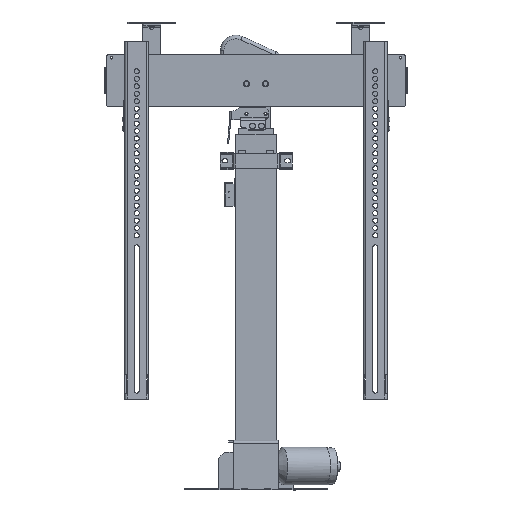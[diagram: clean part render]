
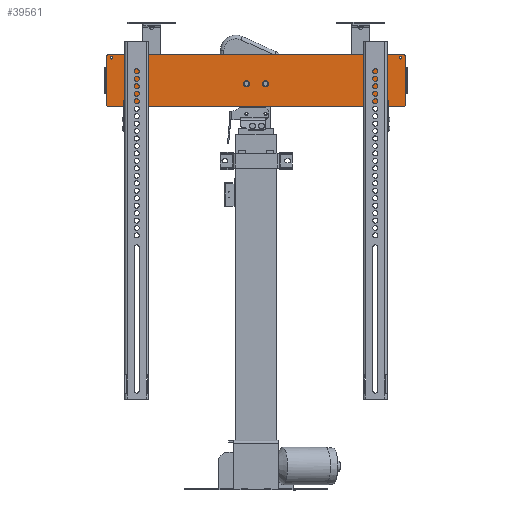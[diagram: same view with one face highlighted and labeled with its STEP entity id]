
A CAD part, top view. The second image highlights one B-rep face of the part: STEP entity #39561.
In plain terms, the highlighted planar face has unit normal (0, 0, 1).
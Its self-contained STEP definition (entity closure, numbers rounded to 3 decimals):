
#39378=CARTESIAN_POINT('',(60.62,-33.137,2.0));
#39379=VERTEX_POINT('',#39378);
#39380=CARTESIAN_POINT('',(55.62,-33.137,2.0));
#39381=DIRECTION('',(0.0,0.0,-1.0));
#39382=DIRECTION('',(-1.0,0.0,0.0));
#39383=AXIS2_PLACEMENT_3D('',#39380,#39381,#39382);
#39384=CIRCLE('',#39383,5.);
#39385=EDGE_CURVE('',#39379,#39379,#39384,.T.);
#39406=CARTESIAN_POINT('',(28.62,-33.137,2.0));
#39407=VERTEX_POINT('',#39406);
#39408=CARTESIAN_POINT('',(23.62,-33.137,2.0));
#39409=DIRECTION('',(0.0,0.0,-1.0));
#39410=DIRECTION('',(-1.0,0.0,0.0));
#39411=AXIS2_PLACEMENT_3D('',#39408,#39409,#39410);
#39412=CIRCLE('',#39411,5.);
#39413=EDGE_CURVE('',#39407,#39407,#39412,.T.);
#39434=CARTESIAN_POINT('',(-200.38,10.363,2.0));
#39435=VERTEX_POINT('',#39434);
#39436=CARTESIAN_POINT('',(-202.38,10.363,2.0));
#39437=DIRECTION('',(0.0,0.0,1.0));
#39438=DIRECTION('',(-1.0,0.0,0.0));
#39439=AXIS2_PLACEMENT_3D('',#39436,#39437,#39438);
#39440=CIRCLE('',#39439,2.);
#39441=EDGE_CURVE('',#39435,#39435,#39440,.T.);
#39462=CARTESIAN_POINT('',(283.62,10.363,2.0));
#39463=VERTEX_POINT('',#39462);
#39464=CARTESIAN_POINT('',(281.62,10.363,2.0));
#39465=DIRECTION('',(0.0,0.0,1.0));
#39466=DIRECTION('',(1.0,0.0,0.0));
#39467=AXIS2_PLACEMENT_3D('',#39464,#39465,#39466);
#39468=CIRCLE('',#39467,2.);
#39469=EDGE_CURVE('',#39463,#39463,#39468,.T.);
#39474=CARTESIAN_POINT('',(287.12,13.863,2.0));
#39475=DIRECTION('',(0.0,0.0,1.0));
#39476=DIRECTION('',(1.0,0.0,0.0));
#39477=AXIS2_PLACEMENT_3D('',#39474,#39475,#39476);
#39478=PLANE('',#39477);
#39479=CARTESIAN_POINT('',(289.62,13.863,2.0));
#39480=VERTEX_POINT('',#39479);
#39481=CARTESIAN_POINT('',(287.12,16.363,2.0));
#39482=VERTEX_POINT('',#39481);
#39483=CARTESIAN_POINT('',(287.12,13.863,2.0));
#39484=DIRECTION('',(0.0,0.0,1.0));
#39485=DIRECTION('',(1.0,0.0,0.0));
#39486=AXIS2_PLACEMENT_3D('',#39483,#39484,#39485);
#39487=CIRCLE('',#39486,2.5);
#39488=EDGE_CURVE('',#39480,#39482,#39487,.T.);
#39489=ORIENTED_EDGE('',*,*,#39488,.T.);
#39490=CARTESIAN_POINT('',(-207.88,16.363,2.0));
#39491=VERTEX_POINT('',#39490);
#39492=CARTESIAN_POINT('',(287.12,16.363,2.0));
#39493=DIRECTION('',(-1.0,0.0,0.0));
#39494=VECTOR('',#39493,495.0);
#39495=LINE('',#39492,#39494);
#39496=EDGE_CURVE('',#39482,#39491,#39495,.T.);
#39497=ORIENTED_EDGE('',*,*,#39496,.T.);
#39498=CARTESIAN_POINT('',(-210.38,13.863,2.0));
#39499=VERTEX_POINT('',#39498);
#39500=CARTESIAN_POINT('',(-207.88,13.863,2.0));
#39501=DIRECTION('',(0.0,0.0,1.0));
#39502=DIRECTION('',(-1.0,0.0,0.0));
#39503=AXIS2_PLACEMENT_3D('',#39500,#39501,#39502);
#39504=CIRCLE('',#39503,2.5);
#39505=EDGE_CURVE('',#39491,#39499,#39504,.T.);
#39506=ORIENTED_EDGE('',*,*,#39505,.T.);
#39507=CARTESIAN_POINT('',(-210.38,-69.137,2.0));
#39508=VERTEX_POINT('',#39507);
#39509=CARTESIAN_POINT('',(-210.38,13.863,2.0));
#39510=DIRECTION('',(0.0,-1.0,0.0));
#39511=VECTOR('',#39510,83.0);
#39512=LINE('',#39509,#39511);
#39513=EDGE_CURVE('',#39499,#39508,#39512,.T.);
#39514=ORIENTED_EDGE('',*,*,#39513,.T.);
#39515=CARTESIAN_POINT('',(-207.88,-71.637,2.0));
#39516=VERTEX_POINT('',#39515);
#39517=CARTESIAN_POINT('',(-207.88,-69.137,2.0));
#39518=DIRECTION('',(0.0,0.0,1.0));
#39519=DIRECTION('',(-1.0,0.0,0.0));
#39520=AXIS2_PLACEMENT_3D('',#39517,#39518,#39519);
#39521=CIRCLE('',#39520,2.5);
#39522=EDGE_CURVE('',#39508,#39516,#39521,.T.);
#39523=ORIENTED_EDGE('',*,*,#39522,.T.);
#39524=CARTESIAN_POINT('',(287.12,-71.637,2.0));
#39525=VERTEX_POINT('',#39524);
#39526=CARTESIAN_POINT('',(-207.88,-71.637,2.0));
#39527=DIRECTION('',(1.0,0.0,0.0));
#39528=VECTOR('',#39527,495.0);
#39529=LINE('',#39526,#39528);
#39530=EDGE_CURVE('',#39516,#39525,#39529,.T.);
#39531=ORIENTED_EDGE('',*,*,#39530,.T.);
#39532=CARTESIAN_POINT('',(289.62,-69.137,2.0));
#39533=VERTEX_POINT('',#39532);
#39534=CARTESIAN_POINT('',(287.12,-69.137,2.0));
#39535=DIRECTION('',(0.0,0.0,1.0));
#39536=DIRECTION('',(1.0,0.0,0.0));
#39537=AXIS2_PLACEMENT_3D('',#39534,#39535,#39536);
#39538=CIRCLE('',#39537,2.5);
#39539=EDGE_CURVE('',#39525,#39533,#39538,.T.);
#39540=ORIENTED_EDGE('',*,*,#39539,.T.);
#39541=CARTESIAN_POINT('',(289.62,-69.137,2.0));
#39542=DIRECTION('',(0.0,1.0,0.0));
#39543=VECTOR('',#39542,83.0);
#39544=LINE('',#39541,#39543);
#39545=EDGE_CURVE('',#39533,#39480,#39544,.T.);
#39546=ORIENTED_EDGE('',*,*,#39545,.T.);
#39547=EDGE_LOOP('',(#39489,#39497,#39506,#39514,#39523,#39531,#39540,#39546));
#39548=FACE_OUTER_BOUND('',#39547,.T.);
#39549=ORIENTED_EDGE('',*,*,#39385,.T.);
#39550=EDGE_LOOP('',(#39549));
#39551=FACE_BOUND('',#39550,.T.);
#39552=ORIENTED_EDGE('',*,*,#39413,.T.);
#39553=EDGE_LOOP('',(#39552));
#39554=FACE_BOUND('',#39553,.T.);
#39555=ORIENTED_EDGE('',*,*,#39469,.F.);
#39556=EDGE_LOOP('',(#39555));
#39557=FACE_BOUND('',#39556,.T.);
#39558=ORIENTED_EDGE('',*,*,#39441,.F.);
#39559=EDGE_LOOP('',(#39558));
#39560=FACE_BOUND('',#39559,.T.);
#39561=ADVANCED_FACE('',(#39548,#39551,#39554,#39557,#39560),#39478,.T.);
